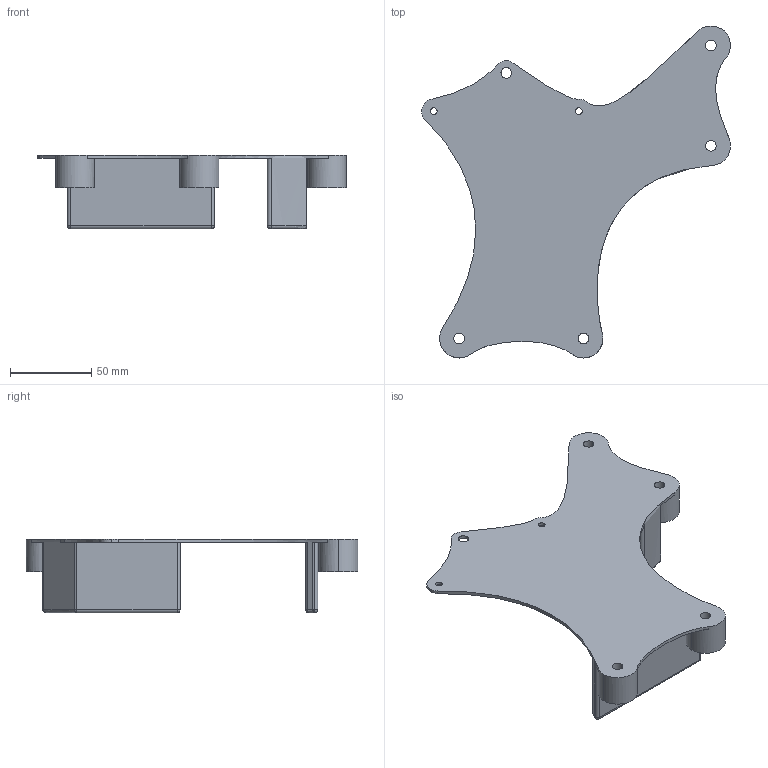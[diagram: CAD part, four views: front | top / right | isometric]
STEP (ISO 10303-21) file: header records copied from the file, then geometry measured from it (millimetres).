
FILE_DESCRIPTION (( 'STEP AP214' ), '1' );
FILE_NAME ('krypton_bracket.STEP', '2023-06-23T19:07:50', ( '' ), ( '' ), 'SwSTEP 2.0', 'SolidWorks 2022', '' );
FILE_SCHEMA (( 'AUTOMOTIVE_DESIGN' ));
Length unit declared in the file: millimetre
Products named in the file (1): krypton_bracket
Bounding box: 189.96 x 204.11 x 45.3 mm (x, y, z)
Volume: 161112 mm3; surface area: 65629.7 mm2
Topology: 1 solids, 1 shells, 96 faces, 254 edges, 151 vertices
Faces by surface type: cylinder 48, plane 17, sphere 14, bspline 11, torus 6
Entity records: 3097 total; most frequent: CARTESIAN_POINT 710, DIRECTION 519, ORIENTED_EDGE 486, EDGE_CURVE 243, AXIS2_PLACEMENT_3D 218, VERTEX_POINT 149, CIRCLE 132, EDGE_LOOP 110
